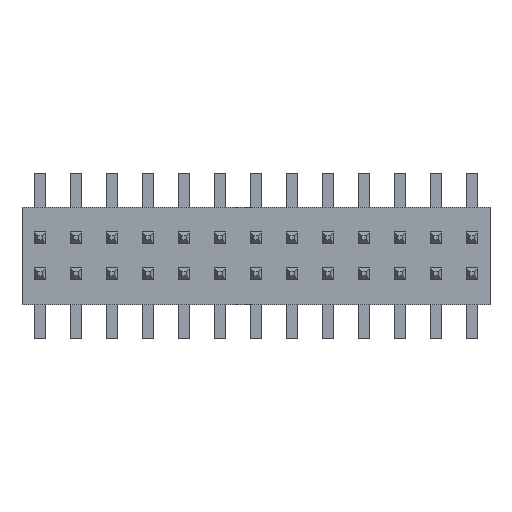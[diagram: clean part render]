
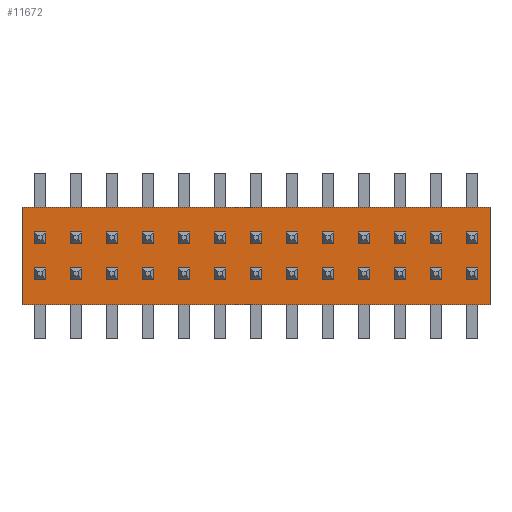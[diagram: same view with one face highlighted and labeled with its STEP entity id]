
A CAD part, top view. The second image highlights one B-rep face of the part: STEP entity #11672.
In plain terms, the highlighted face is planar.
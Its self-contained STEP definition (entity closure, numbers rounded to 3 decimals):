
#11540 = EDGE_CURVE('',#11541,#11543,#11545,.T.);
#11541 = VERTEX_POINT('',#11542);
#11542 = CARTESIAN_POINT('',(-8.255,1.753,-1.715));
#11543 = VERTEX_POINT('',#11544);
#11544 = CARTESIAN_POINT('',(-8.255,1.753,1.715));
#11545 = LINE('',#11546,#11547);
#11546 = CARTESIAN_POINT('',(-8.255,1.753,-1.715));
#11547 = VECTOR('',#11548,1.);
#11548 = DIRECTION('',(0.,0.,1.));
#11580 = EDGE_CURVE('',#11543,#11581,#11583,.T.);
#11581 = VERTEX_POINT('',#11582);
#11582 = CARTESIAN_POINT('',(8.255,1.753,1.715));
#11583 = LINE('',#11584,#11585);
#11584 = CARTESIAN_POINT('',(-8.255,1.753,1.715));
#11585 = VECTOR('',#11586,1.);
#11586 = DIRECTION('',(1.,0.,0.));
#11611 = EDGE_CURVE('',#11581,#11612,#11614,.T.);
#11612 = VERTEX_POINT('',#11613);
#11613 = CARTESIAN_POINT('',(8.255,1.753,-1.715));
#11614 = LINE('',#11615,#11616);
#11615 = CARTESIAN_POINT('',(8.255,1.753,1.715));
#11616 = VECTOR('',#11617,1.);
#11617 = DIRECTION('',(0.,0.,-1.));
#11642 = EDGE_CURVE('',#11612,#11541,#11643,.T.);
#11643 = LINE('',#11644,#11645);
#11644 = CARTESIAN_POINT('',(8.255,1.753,-1.715));
#11645 = VECTOR('',#11646,1.);
#11646 = DIRECTION('',(-1.,0.,0.));
#11672 = ADVANCED_FACE('',(#11673),#11679,.T.);
#11673 = FACE_BOUND('',#11674,.T.);
#11674 = EDGE_LOOP('',(#11675,#11676,#11677,#11678));
#11675 = ORIENTED_EDGE('',*,*,#11540,.T.);
#11676 = ORIENTED_EDGE('',*,*,#11580,.T.);
#11677 = ORIENTED_EDGE('',*,*,#11611,.T.);
#11678 = ORIENTED_EDGE('',*,*,#11642,.T.);
#11679 = PLANE('',#11680);
#11680 = AXIS2_PLACEMENT_3D('',#11681,#11682,#11683);
#11681 = CARTESIAN_POINT('',(0.,1.753,0.));
#11682 = DIRECTION('',(0.,1.,0.));
#11683 = DIRECTION('',(0.,-0.,1.));
